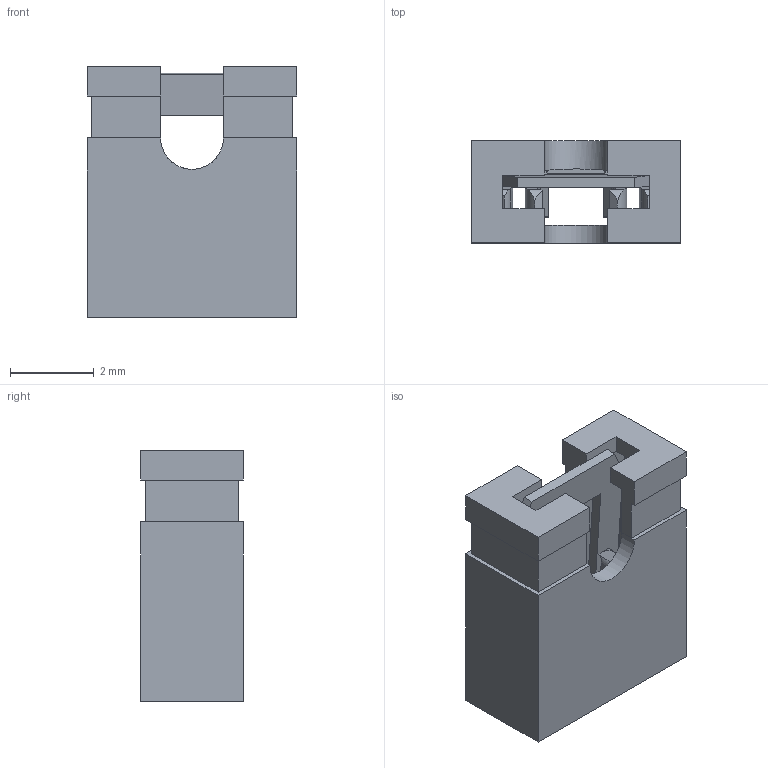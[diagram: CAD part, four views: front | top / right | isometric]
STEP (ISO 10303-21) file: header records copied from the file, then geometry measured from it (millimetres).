
FILE_DESCRIPTION(('FreeCAD Model'),'2;1');
FILE_NAME('Jumper_green.step','2022-09-09T19:58:18', ('Author'),(''),'Open CASCADE STEP processor 7.3','FreeCAD','Unknown' );
FILE_SCHEMA(('AUTOMOTIVE_DESIGN { 1 0 10303 214 1 1 1 1 }'));
Length unit declared in the file: millimetre
Products named in the file (3): Jumper; Contact; Housing
Assembly tree (2 placements, depth 2):
  Jumper
    Contact
    Housing
Bounding box: 5 x 2.44 x 5.98 mm (x, y, z)
Volume: 39.9 mm3; surface area: 222.8 mm2
Topology: 2 solids, 2 shells, 137 faces, 362 edges, 228 vertices
Faces by surface type: plane 93, cylinder 42, extrusion 2
Entity records: 4580 total; most frequent: CARTESIAN_POINT 830, ORIENTED_EDGE 724, DIRECTION 694, EDGE_CURVE 362, VECTOR 266, LINE 264, VERTEX_POINT 228, AXIS2_PLACEMENT_3D 214
